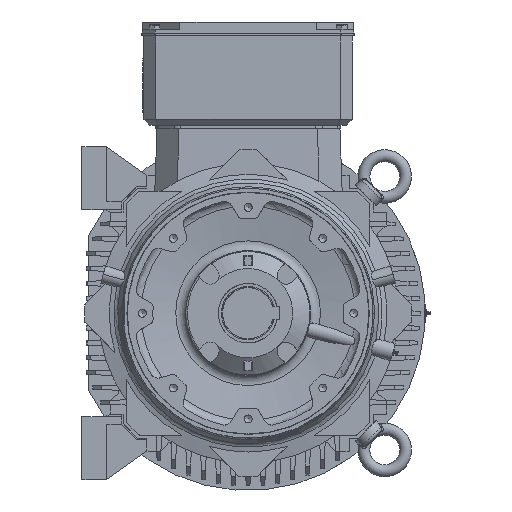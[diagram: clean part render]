
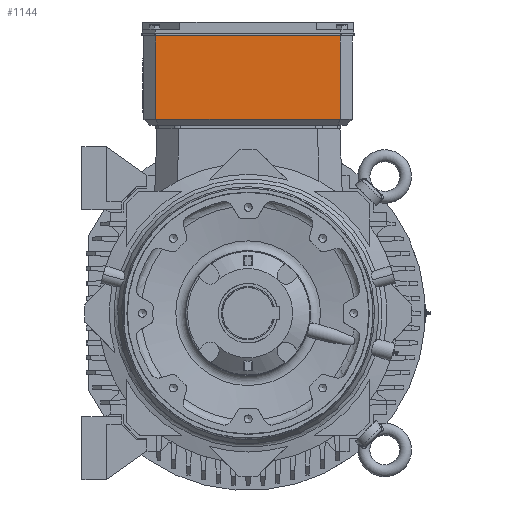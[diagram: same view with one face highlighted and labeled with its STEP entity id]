
A CAD part, front view. The second image highlights one B-rep face of the part: STEP entity #1144.
In plain terms, the highlighted planar face has unit normal (0, -1, 0).
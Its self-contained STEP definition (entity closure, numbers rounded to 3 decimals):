
#1144 = ADVANCED_FACE( '', ( #3428 ), #3429, .T. );
#3428 = FACE_OUTER_BOUND( '', #10685, .T. );
#3429 = PLANE( '', #10686 );
#10685 = EDGE_LOOP( '', ( #19712, #19713, #19714, #19715 ) );
#10686 = AXIS2_PLACEMENT_3D( '', #19716, #19717, #19718 );
#19712 = ORIENTED_EDGE( '', *, *, #22893, .F. );
#19713 = ORIENTED_EDGE( '', *, *, #20503, .T. );
#19714 = ORIENTED_EDGE( '', *, *, #22891, .T. );
#19715 = ORIENTED_EDGE( '', *, *, #22894, .T. );
#19716 = CARTESIAN_POINT( '', ( 155., 22.5, 468.5 ) );
#19717 = DIRECTION( '', ( 0., -1., 0. ) );
#19718 = DIRECTION( '', ( 1., 0., 0. ) );
#20503 = EDGE_CURVE( '', #24126, #24124, #24127, .T. );
#22891 = EDGE_CURVE( '', #24124, #28014, #28015, .T. );
#22893 = EDGE_CURVE( '', #24126, #28017, #28018, .T. );
#22894 = EDGE_CURVE( '', #28014, #28017, #28019, .T. );
#24124 = VERTEX_POINT( '', #30223 );
#24126 = VERTEX_POINT( '', #30226 );
#24127 = LINE( '', #30227, #30228 );
#28014 = VERTEX_POINT( '', #40067 );
#28015 = LINE( '', #40068, #40069 );
#28017 = VERTEX_POINT( '', #40072 );
#28018 = LINE( '', #40073, #40074 );
#28019 = LINE( '', #40075, #40076 );
#30223 = CARTESIAN_POINT( '', ( -155., 22.5, 466. ) );
#30226 = CARTESIAN_POINT( '', ( 155., 22.5, 466. ) );
#30227 = CARTESIAN_POINT( '', ( 155., 22.5, 466. ) );
#30228 = VECTOR( '', #41075, 1000. );
#40067 = CARTESIAN_POINT( '', ( -155., 22.5, 326. ) );
#40068 = CARTESIAN_POINT( '', ( -155., 22.5, 468.5 ) );
#40069 = VECTOR( '', #44177, 1000. );
#40072 = CARTESIAN_POINT( '', ( 155., 22.5, 326. ) );
#40073 = CARTESIAN_POINT( '', ( 155., 22.5, 468.5 ) );
#40074 = VECTOR( '', #44179, 1000. );
#40075 = CARTESIAN_POINT( '', ( 155., 22.5, 326. ) );
#40076 = VECTOR( '', #44180, 1000. );
#41075 = DIRECTION( '', ( -1., 0., 0. ) );
#44177 = DIRECTION( '', ( 0., 0., -1. ) );
#44179 = DIRECTION( '', ( 0., 0., -1. ) );
#44180 = DIRECTION( '', ( 1., 0., 0. ) );
